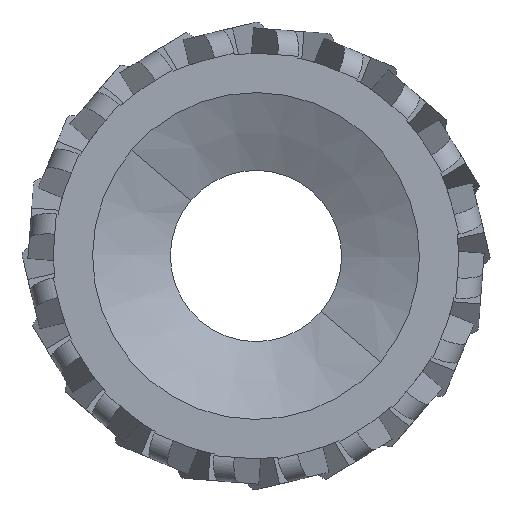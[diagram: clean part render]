
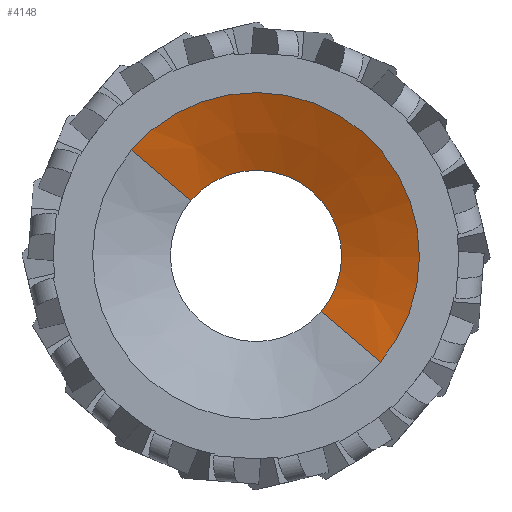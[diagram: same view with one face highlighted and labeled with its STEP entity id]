
A CAD part, front view. The second image highlights one B-rep face of the part: STEP entity #4148.
In plain terms, the highlighted conical face has half-angle 65 degrees and reference radius 27.5 mm.
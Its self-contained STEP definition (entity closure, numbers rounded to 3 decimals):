
#389=FACE_OUTER_BOUND('',#601,.T.);
#601=EDGE_LOOP('',(#2686,#2687,#2688,#2689));
#816=LINE('',#5654,#1186);
#817=LINE('',#5657,#1187);
#1186=VECTOR('',#4677,27.584);
#1187=VECTOR('',#4680,27.584);
#1556=CIRCLE('',#4365,27.5);
#1557=CIRCLE('',#4366,52.5);
#1648=VERTEX_POINT('',#5650);
#1649=VERTEX_POINT('',#5651);
#1650=VERTEX_POINT('',#5653);
#1651=VERTEX_POINT('',#5655);
#2062=EDGE_CURVE('',#1648,#1649,#1556,.T.);
#2063=EDGE_CURVE('',#1648,#1650,#816,.T.);
#2064=EDGE_CURVE('',#1651,#1650,#1557,.T.);
#2065=EDGE_CURVE('',#1649,#1651,#817,.T.);
#2686=ORIENTED_EDGE('',*,*,#2062,.F.);
#2687=ORIENTED_EDGE('',*,*,#2063,.T.);
#2688=ORIENTED_EDGE('',*,*,#2064,.F.);
#2689=ORIENTED_EDGE('',*,*,#2065,.F.);
#3931=CONICAL_SURFACE('',#4364,27.5,65.);
#4148=ADVANCED_FACE('',(#389),#3931,.F.);
#4364=AXIS2_PLACEMENT_3D('',#5649,#4673,#4674);
#4365=AXIS2_PLACEMENT_3D('',#5652,#4675,#4676);
#4366=AXIS2_PLACEMENT_3D('',#5656,#4678,#4679);
#4673=DIRECTION('center_axis',(0.,-1.,0.));
#4674=DIRECTION('ref_axis',(-0.761,0.,0.649));
#4675=DIRECTION('center_axis',(0.,-1.,0.));
#4676=DIRECTION('ref_axis',(0.761,0.,-0.649));
#4677=DIRECTION('',(0.69,-0.423,-0.588));
#4678=DIRECTION('center_axis',(0.,1.,0.));
#4679=DIRECTION('ref_axis',(0.761,0.,-0.649));
#4680=DIRECTION('',(-0.69,-0.423,0.588));
#5649=CARTESIAN_POINT('Origin',(-28.759,-10.559,6.902));
#5650=CARTESIAN_POINT('',(-7.837,-10.559,-10.945));
#5651=CARTESIAN_POINT('',(-49.681,-10.559,24.749));
#5652=CARTESIAN_POINT('Origin',(-28.759,-10.559,6.902));
#5653=CARTESIAN_POINT('',(11.183,-22.217,-27.17));
#5654=CARTESIAN_POINT('',(-7.837,-10.559,-10.945));
#5655=CARTESIAN_POINT('',(-68.701,-22.217,40.974));
#5656=CARTESIAN_POINT('Origin',(-28.759,-22.217,6.902));
#5657=CARTESIAN_POINT('',(-49.681,-10.559,24.749));
